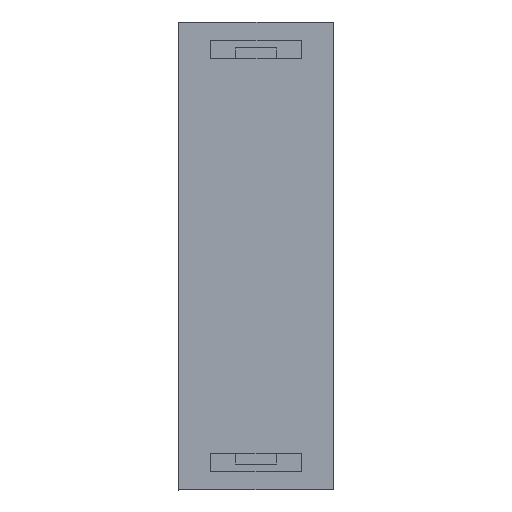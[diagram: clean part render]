
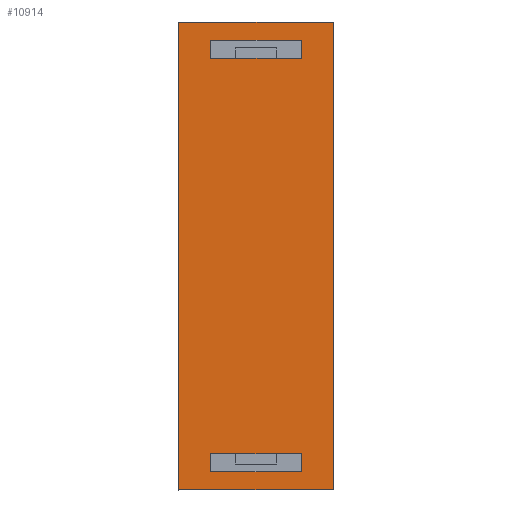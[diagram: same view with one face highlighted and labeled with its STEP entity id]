
A CAD part, top view. The second image highlights one B-rep face of the part: STEP entity #10914.
In plain terms, the highlighted planar face has unit normal (0, 0, 1).
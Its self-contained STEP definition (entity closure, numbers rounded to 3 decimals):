
#1072=ORIENTED_EDGE('',*,*,#2981,.F.);
#1073=ORIENTED_EDGE('',*,*,#2632,.F.);
#1074=ORIENTED_EDGE('',*,*,#2982,.T.);
#1075=ORIENTED_EDGE('',*,*,#2617,.T.);
#1076=ORIENTED_EDGE('',*,*,#2887,.F.);
#1077=ORIENTED_EDGE('',*,*,#2891,.F.);
#1078=ORIENTED_EDGE('',*,*,#2885,.F.);
#1079=ORIENTED_EDGE('',*,*,#2893,.F.);
#1080=ORIENTED_EDGE('',*,*,#2756,.F.);
#1081=ORIENTED_EDGE('',*,*,#2747,.F.);
#1082=ORIENTED_EDGE('',*,*,#2752,.F.);
#1083=ORIENTED_EDGE('',*,*,#2749,.F.);
#2617=EDGE_CURVE('',#3691,#3690,#4480,.T.);
#2632=EDGE_CURVE('',#3700,#3701,#4495,.T.);
#2747=EDGE_CURVE('',#3793,#3794,#4610,.T.);
#2749=EDGE_CURVE('',#3795,#3796,#4612,.T.);
#2752=EDGE_CURVE('',#3796,#3793,#4615,.T.);
#2756=EDGE_CURVE('',#3794,#3795,#4619,.T.);
#2885=EDGE_CURVE('',#3890,#3891,#4748,.T.);
#2887=EDGE_CURVE('',#3892,#3893,#4750,.T.);
#2891=EDGE_CURVE('',#3891,#3892,#4754,.T.);
#2893=EDGE_CURVE('',#3893,#3890,#4756,.T.);
#2981=EDGE_CURVE('',#3701,#3690,#4824,.T.);
#2982=EDGE_CURVE('',#3700,#3691,#4825,.T.);
#3690=VERTEX_POINT('',#14244);
#3691=VERTEX_POINT('',#14246);
#3700=VERTEX_POINT('',#14270);
#3701=VERTEX_POINT('',#14272);
#3793=VERTEX_POINT('',#14500);
#3794=VERTEX_POINT('',#14502);
#3795=VERTEX_POINT('',#14506);
#3796=VERTEX_POINT('',#14507);
#3890=VERTEX_POINT('',#14787);
#3891=VERTEX_POINT('',#14789);
#3892=VERTEX_POINT('',#14793);
#3893=VERTEX_POINT('',#14794);
#4480=LINE('',#14245,#5573);
#4495=LINE('',#14271,#5588);
#4610=LINE('',#14501,#5703);
#4612=LINE('',#14505,#5705);
#4615=LINE('',#14511,#5708);
#4619=LINE('',#14518,#5712);
#4748=LINE('',#14788,#5841);
#4750=LINE('',#14792,#5843);
#4754=LINE('',#14800,#5847);
#4756=LINE('',#14803,#5849);
#4824=LINE('',#14964,#5917);
#4825=LINE('',#14965,#5918);
#5573=VECTOR('',#12062,1000.);
#5588=VECTOR('',#12079,1000.);
#5703=VECTOR('',#12238,1000.);
#5705=VECTOR('',#12242,1000.);
#5708=VECTOR('',#12247,1000.);
#5712=VECTOR('',#12253,1000.);
#5841=VECTOR('',#12480,1000.);
#5843=VECTOR('',#12484,1000.);
#5847=VECTOR('',#12490,1000.);
#5849=VECTOR('',#12494,1000.);
#5917=VECTOR('',#12636,1000.);
#5918=VECTOR('',#12637,1000.);
#6586=EDGE_LOOP('',(#1072,#1073,#1074,#1075));
#6587=EDGE_LOOP('',(#1076,#1077,#1078,#1079));
#6588=EDGE_LOOP('',(#1080,#1081,#1082,#1083));
#7049=FACE_BOUND('',#6586,.T.);
#7050=FACE_BOUND('',#6587,.T.);
#7051=FACE_BOUND('',#6588,.T.);
#7482=PLANE('',#11372);
#10914=ADVANCED_FACE('',(#7049,#7050,#7051),#7482,.T.);
#11372=AXIS2_PLACEMENT_3D('',#14963,#12634,#12635);
#12062=DIRECTION('',(0.,1.,0.));
#12079=DIRECTION('',(0.,1.,0.));
#12238=DIRECTION('',(0.,1.,0.));
#12242=DIRECTION('',(0.,-1.,0.));
#12247=DIRECTION('',(1.,0.,0.));
#12253=DIRECTION('',(-1.,0.,0.));
#12480=DIRECTION('',(0.,-1.,0.));
#12484=DIRECTION('',(0.,1.,0.));
#12490=DIRECTION('',(1.,0.,0.));
#12494=DIRECTION('',(-1.,0.,0.));
#12634=DIRECTION('',(0.,0.,1.));
#12635=DIRECTION('',(1.,0.,0.));
#12636=DIRECTION('',(1.,0.,0.));
#12637=DIRECTION('',(1.,0.,0.));
#14244=CARTESIAN_POINT('',(9.075,3.,6.8));
#14245=CARTESIAN_POINT('',(9.075,-3.,6.8));
#14246=CARTESIAN_POINT('',(9.075,-3.,6.8));
#14270=CARTESIAN_POINT('',(-9.075,-3.,6.8));
#14271=CARTESIAN_POINT('',(-9.075,-3.,6.8));
#14272=CARTESIAN_POINT('',(-9.075,3.,6.8));
#14500=CARTESIAN_POINT('',(-7.675,-1.75,6.8));
#14501=CARTESIAN_POINT('',(-7.675,-1.75,6.8));
#14502=CARTESIAN_POINT('',(-7.675,1.75,6.8));
#14505=CARTESIAN_POINT('',(-8.375,1.75,6.8));
#14506=CARTESIAN_POINT('',(-8.375,1.75,6.8));
#14507=CARTESIAN_POINT('',(-8.375,-1.75,6.8));
#14511=CARTESIAN_POINT('',(-8.375,-1.75,6.8));
#14518=CARTESIAN_POINT('',(-7.675,1.75,6.8));
#14787=CARTESIAN_POINT('',(7.675,1.75,6.8));
#14788=CARTESIAN_POINT('',(7.675,1.75,6.8));
#14789=CARTESIAN_POINT('',(7.675,-1.75,6.8));
#14792=CARTESIAN_POINT('',(8.375,-1.75,6.8));
#14793=CARTESIAN_POINT('',(8.375,-1.75,6.8));
#14794=CARTESIAN_POINT('',(8.375,1.75,6.8));
#14800=CARTESIAN_POINT('',(7.675,-1.75,6.8));
#14803=CARTESIAN_POINT('',(8.375,1.75,6.8));
#14963=CARTESIAN_POINT('',(-9.075,-3.,6.8));
#14964=CARTESIAN_POINT('',(-9.075,3.,6.8));
#14965=CARTESIAN_POINT('',(-9.075,-3.,6.8));
